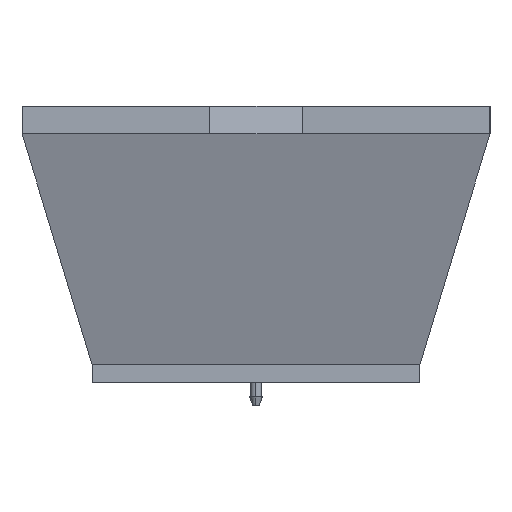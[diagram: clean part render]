
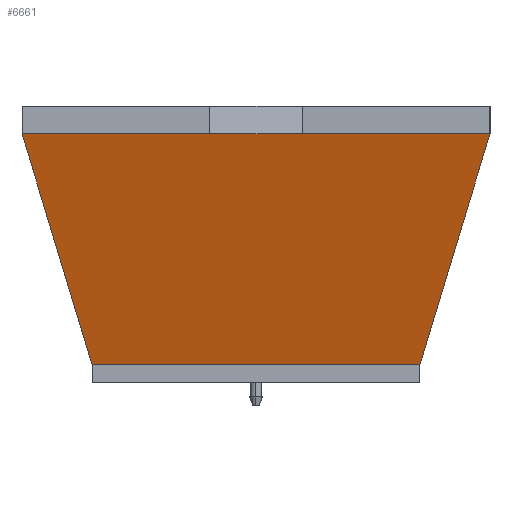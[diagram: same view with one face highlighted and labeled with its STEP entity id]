
A CAD part, left-side view. The second image highlights one B-rep face of the part: STEP entity #6661.
In plain terms, the highlighted planar face has unit normal (-0.957, 0, -0.291).
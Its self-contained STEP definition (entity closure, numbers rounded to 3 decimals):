
#790 = DIRECTION ( 'NONE',  ( 0., 1., 0. ) ) ;
#810 = VERTEX_POINT ( 'NONE', #3019 ) ;
#1671 = DIRECTION ( 'NONE',  ( 0.279, -0.279, -0.919 ) ) ;
#2239 = CARTESIAN_POINT ( 'NONE',  ( -15.2, 25.6, 50. ) ) ;
#3019 = CARTESIAN_POINT ( 'NONE',  ( 0., 71.2, 0. ) ) ;
#3554 = ORIENTED_EDGE ( 'NONE', *, *, #14207, .T. ) ;
#3671 = VERTEX_POINT ( 'NONE', #17887 ) ;
#5131 = ORIENTED_EDGE ( 'NONE', *, *, #19345, .T. ) ;
#5179 = VERTEX_POINT ( 'NONE', #13442 ) ;
#5399 = LINE ( 'NONE', #19264, #18018 ) ;
#6036 = VECTOR ( 'NONE', #6400, 1000. ) ;
#6072 = LINE ( 'NONE', #2239, #20311 ) ;
#6079 = DIRECTION ( 'NONE',  ( 0., 1., 0. ) ) ;
#6400 = DIRECTION ( 'NONE',  ( 0.279, 0.279, -0.919 ) ) ;
#6661 = ADVANCED_FACE ( 'NONE', ( #20401 ), #13947, .F. ) ;
#7118 = DIRECTION ( 'NONE',  ( 0.291, 0., -0.957 ) ) ;
#7227 = ORIENTED_EDGE ( 'NONE', *, *, #12627, .F. ) ;
#7315 = ORIENTED_EDGE ( 'NONE', *, *, #9343, .T. ) ;
#8355 = VECTOR ( 'NONE', #20462, 1000. ) ;
#8831 = CARTESIAN_POINT ( 'NONE',  ( -15.2, 86.4, 50. ) ) ;
#9100 = CARTESIAN_POINT ( 'NONE',  ( -15.2, -15.2, 50. ) ) ;
#9156 = ORIENTED_EDGE ( 'NONE', *, *, #20370, .F. ) ;
#9343 = EDGE_CURVE ( 'NONE', #3671, #20928, #6072, .T. ) ;
#10442 = VERTEX_POINT ( 'NONE', #8831 ) ;
#12248 = ORIENTED_EDGE ( 'NONE', *, *, #19382, .T. ) ;
#12456 = CARTESIAN_POINT ( 'NONE',  ( -15.2, -15.2, 50. ) ) ;
#12627 = EDGE_CURVE ( 'NONE', #5179, #810, #5399, .T. ) ;
#12651 = LINE ( 'NONE', #14778, #8355 ) ;
#12934 = VECTOR ( 'NONE', #1671, 1000. ) ;
#13414 = CARTESIAN_POINT ( 'NONE',  ( -15.2, 86.4, 50. ) ) ;
#13442 = CARTESIAN_POINT ( 'NONE',  ( 0., 0., 0. ) ) ;
#13947 = PLANE ( 'NONE',  #19938 ) ;
#14207 = EDGE_CURVE ( 'NONE', #20713, #3671, #12651, .T. ) ;
#14778 = CARTESIAN_POINT ( 'NONE',  ( -15.2, -15.2, 50. ) ) ;
#17461 = CARTESIAN_POINT ( 'NONE',  ( 0., 0., 0. ) ) ;
#17887 = CARTESIAN_POINT ( 'NONE',  ( -15.2, 25.6, 50. ) ) ;
#18018 = VECTOR ( 'NONE', #790, 1000. ) ;
#18089 = CARTESIAN_POINT ( 'NONE',  ( -15.2, 45.6, 50. ) ) ;
#18255 = CARTESIAN_POINT ( 'NONE',  ( -15.2, -15.2, 50. ) ) ;
#18320 = LINE ( 'NONE', #13414, #12934 ) ;
#19108 = VECTOR ( 'NONE', #20779, 1000. ) ;
#19264 = CARTESIAN_POINT ( 'NONE',  ( 0., 0., 0. ) ) ;
#19345 = EDGE_CURVE ( 'NONE', #10442, #810, #18320, .T. ) ;
#19382 = EDGE_CURVE ( 'NONE', #20928, #10442, #22050, .T. ) ;
#19938 = AXIS2_PLACEMENT_3D ( 'NONE', #17461, #20687, #7118 ) ;
#20311 = VECTOR ( 'NONE', #6079, 1000. ) ;
#20370 = EDGE_CURVE ( 'NONE', #20713, #5179, #21067, .T. ) ;
#20401 = FACE_OUTER_BOUND ( 'NONE', #20513, .T. ) ;
#20462 = DIRECTION ( 'NONE',  ( 0., 1., 0. ) ) ;
#20513 = EDGE_LOOP ( 'NONE', ( #5131, #7227, #9156, #3554, #7315, #12248 ) ) ;
#20687 = DIRECTION ( 'NONE',  ( 0.957, 0., 0.291 ) ) ;
#20713 = VERTEX_POINT ( 'NONE', #9100 ) ;
#20779 = DIRECTION ( 'NONE',  ( 0., 1., 0. ) ) ;
#20928 = VERTEX_POINT ( 'NONE', #18089 ) ;
#21067 = LINE ( 'NONE', #18255, #6036 ) ;
#22050 = LINE ( 'NONE', #12456, #19108 ) ;
